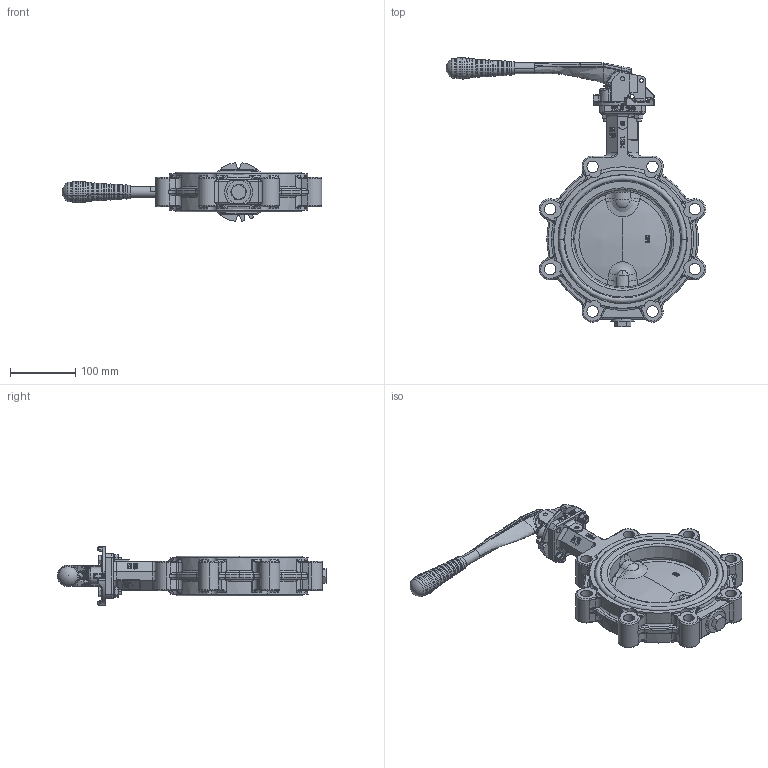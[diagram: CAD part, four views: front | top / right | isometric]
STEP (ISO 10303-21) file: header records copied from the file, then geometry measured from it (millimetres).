
FILE_DESCRIPTION (( 'STEP AP203' ), '1' );
FILE_NAME ('AK02_DN150_Handhebel.STEP', '2022-10-06T11:36:27', ( '' ), ( '' ), 'SwSTEP 2.0', 'SolidWorks 2021', '' );
FILE_SCHEMA (( 'CONFIG_CONTROL_DESIGN' ));
Length unit declared in the file: metre
Products named in the file (15): P125KOMPLET_1_4; P125KOMPLET_1_2; P125KOMPLET_1_8; AK02_DN150_Handhebel; P125KOMPLET_1_5; AK02_DN150_OH; AK01_Handhebel DN150-bis-DN200; P125KOMPLET_1_9; P125KOMPLET_1_11; P125KOMPLET_1_10; P125KOMPLET_1; P125KOMPLET_1_12; P125KOMPLET_1_7; P125KOMPLET_1_6; P125KOMPLET_1_3
Assembly tree (14 placements, depth 3):
  AK02_DN150_Handhebel
    AK02_DN150_OH
    AK01_Handhebel DN150-bis-DN200
      P125KOMPLET_1_11
      P125KOMPLET_1_2
      P125KOMPLET_1_10
      P125KOMPLET_1
      P125KOMPLET_1_8
      P125KOMPLET_1_12
      P125KOMPLET_1_7
      P125KOMPLET_1_4
      P125KOMPLET_1_3
      P125KOMPLET_1_9
      P125KOMPLET_1_5
      P125KOMPLET_1_6
Bounding box: 397.76 x 412.75 x 89.18 mm (x, y, z)
Volume: 1923213.5 mm3; surface area: 293403 mm2
Topology: 13 solids, 15 shells, 1930 faces, 4974 edges, 3088 vertices
Faces by surface type: plane 565, cylinder 500, bspline 408, torus 316, cone 115, sphere 26
Entity records: 95775 total; most frequent: CARTESIAN_POINT 50107, ORIENTED_EDGE 9856, DIRECTION 8383, EDGE_CURVE 4928, AXIS2_PLACEMENT_3D 3251, VERTEX_POINT 3086, EDGE_LOOP 2052, ADVANCED_FACE 1930
